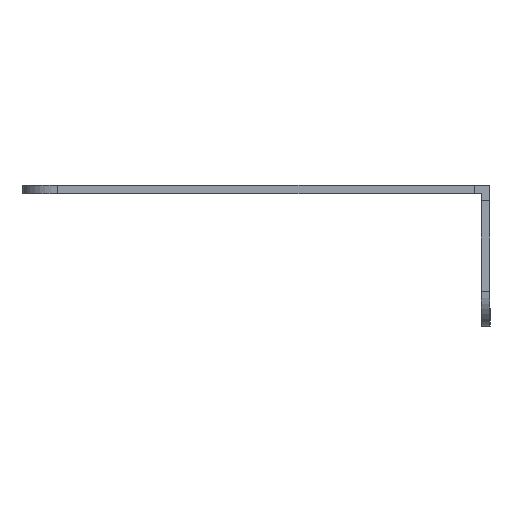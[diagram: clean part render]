
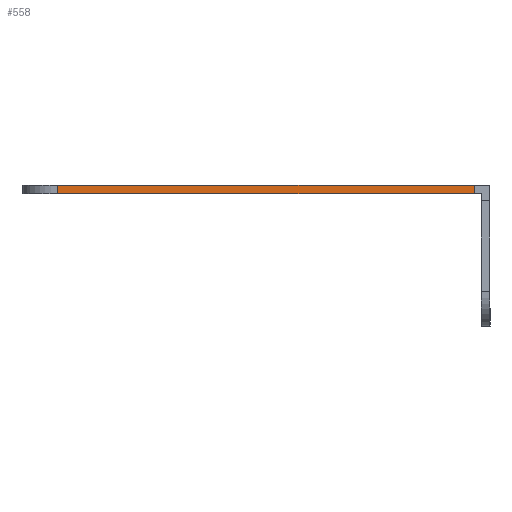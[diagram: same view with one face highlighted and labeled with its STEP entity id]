
A CAD part, left-side view. The second image highlights one B-rep face of the part: STEP entity #558.
In plain terms, the highlighted planar face has unit normal (-1, 0, 0).
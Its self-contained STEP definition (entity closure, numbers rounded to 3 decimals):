
#152 = LINE ( 'NONE', #1599, #4132 ) ;
#413 = DIRECTION ( 'NONE',  ( 0., -1., 0. ) ) ;
#555 = LINE ( 'NONE', #1780, #2383 ) ;
#558 = ADVANCED_FACE ( 'NONE', ( #3920 ), #1905, .T. ) ;
#607 = ORIENTED_EDGE ( 'NONE', *, *, #3696, .T. ) ;
#626 = DIRECTION ( 'NONE',  ( 0., 0., 1. ) ) ;
#704 = LINE ( 'NONE', #3778, #2174 ) ;
#1185 = EDGE_LOOP ( 'NONE', ( #4318, #1951, #3112, #607 ) ) ;
#1208 = VERTEX_POINT ( 'NONE', #1353 ) ;
#1244 = CARTESIAN_POINT ( 'NONE',  ( -335., -31.9, -1.2 ) ) ;
#1256 = VERTEX_POINT ( 'NONE', #2039 ) ;
#1259 = CARTESIAN_POINT ( 'NONE',  ( -335., -31.9, -1.2 ) ) ;
#1353 = CARTESIAN_POINT ( 'NONE',  ( -335., -31.9, 0. ) ) ;
#1405 = EDGE_CURVE ( 'NONE', #1256, #2349, #555, .T. ) ;
#1599 = CARTESIAN_POINT ( 'NONE',  ( -335., 31.9, 0. ) ) ;
#1605 = EDGE_CURVE ( 'NONE', #2349, #2301, #704, .T. ) ;
#1780 = CARTESIAN_POINT ( 'NONE',  ( -335., 26.9, -1.2 ) ) ;
#1905 = PLANE ( 'NONE',  #3249 ) ;
#1951 = ORIENTED_EDGE ( 'NONE', *, *, #1405, .T. ) ;
#2039 = CARTESIAN_POINT ( 'NONE',  ( -335., 26.9, 0. ) ) ;
#2174 = VECTOR ( 'NONE', #413, 1000. ) ;
#2248 = DIRECTION ( 'NONE',  ( -1., 0., 0. ) ) ;
#2301 = VERTEX_POINT ( 'NONE', #1244 ) ;
#2349 = VERTEX_POINT ( 'NONE', #2739 ) ;
#2383 = VECTOR ( 'NONE', #3078, 1000. ) ;
#2411 = LINE ( 'NONE', #1259, #3281 ) ;
#2584 = DIRECTION ( 'NONE',  ( 0., 0., 1. ) ) ;
#2739 = CARTESIAN_POINT ( 'NONE',  ( -335., 26.9, -1.2 ) ) ;
#2766 = EDGE_CURVE ( 'NONE', #1256, #1208, #152, .T. ) ;
#3078 = DIRECTION ( 'NONE',  ( 0., 0., -1. ) ) ;
#3112 = ORIENTED_EDGE ( 'NONE', *, *, #1605, .T. ) ;
#3249 = AXIS2_PLACEMENT_3D ( 'NONE', #4279, #2248, #2584 ) ;
#3281 = VECTOR ( 'NONE', #626, 1000. ) ;
#3696 = EDGE_CURVE ( 'NONE', #2301, #1208, #2411, .T. ) ;
#3778 = CARTESIAN_POINT ( 'NONE',  ( -335., 31.9, -1.2 ) ) ;
#3920 = FACE_OUTER_BOUND ( 'NONE', #1185, .T. ) ;
#4132 = VECTOR ( 'NONE', #4268, 1000. ) ;
#4268 = DIRECTION ( 'NONE',  ( 0., -1., 0. ) ) ;
#4279 = CARTESIAN_POINT ( 'NONE',  ( -335., 31.9, -1.2 ) ) ;
#4318 = ORIENTED_EDGE ( 'NONE', *, *, #2766, .F. ) ;
